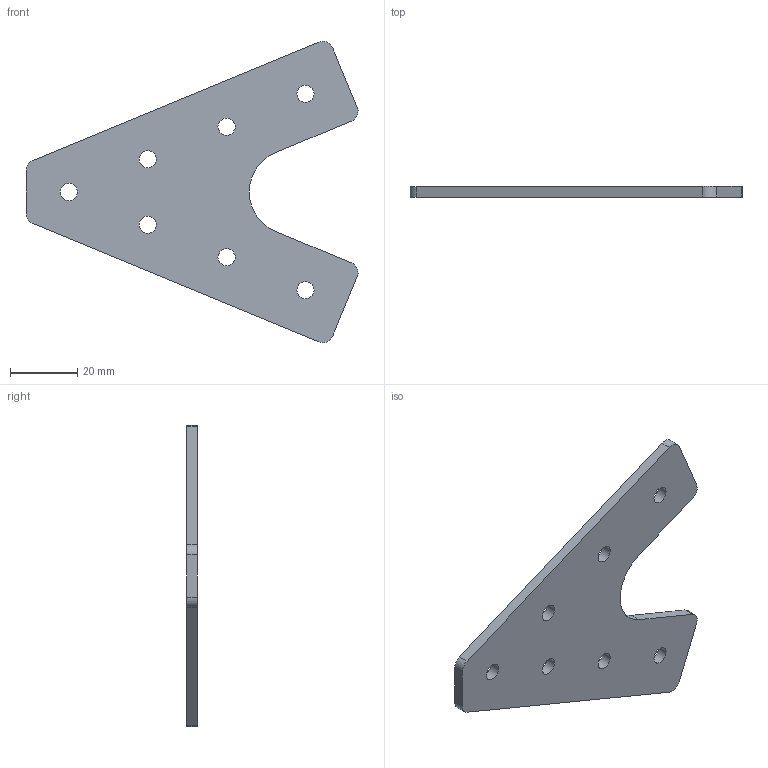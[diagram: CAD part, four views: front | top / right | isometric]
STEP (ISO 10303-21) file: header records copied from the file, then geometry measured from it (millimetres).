
FILE_DESCRIPTION (( 'STEP AP214' ), '1' );
FILE_NAME ('am-4161 1in 45deg Gusset.STEP', '2019-10-09T14:06:40', ( '' ), ( '' ), 'SwSTEP 2.0', 'SolidWorks 2019', '' );
FILE_SCHEMA (( 'AUTOMOTIVE_DESIGN' ));
Length unit declared in the file: inch
Products named in the file (1): am-4161 1in 45deg Gusset
Bounding box: 98.72 x 3.17 x 89.55 mm (x, y, z)
Volume: 13932.2 mm3; surface area: 10215.9 mm2
Topology: 1 solids, 1 shells, 23 faces, 63 edges, 42 vertices
Faces by surface type: cylinder 14, plane 9
Full cylindrical faces by diameter (mm): 5.105 x7
Entity records: 778 total; most frequent: DIRECTION 132, CARTESIAN_POINT 122, ORIENTED_EDGE 112, EDGE_CURVE 56, AXIS2_PLACEMENT_3D 52, EDGE_LOOP 44, VERTEX_POINT 42, FACE_OUTER_BOUND 30
